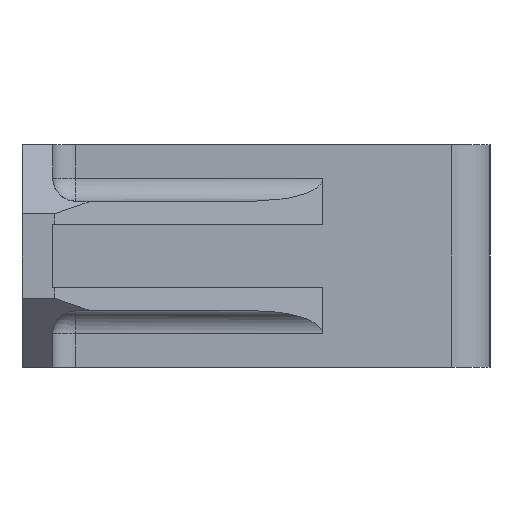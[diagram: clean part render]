
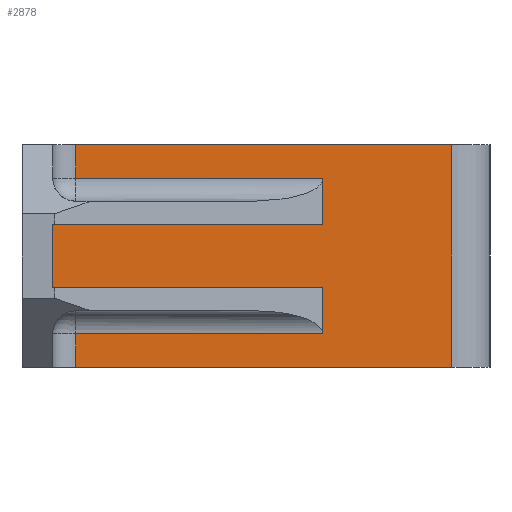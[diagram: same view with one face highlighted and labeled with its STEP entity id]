
A CAD part, left-side view. The second image highlights one B-rep face of the part: STEP entity #2878.
In plain terms, the highlighted planar face has unit normal (-1, 0, 0).
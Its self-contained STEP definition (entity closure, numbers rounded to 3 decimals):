
#34=PLANE('',#3073);
#131=LINE('',#4242,#449);
#134=LINE('',#4249,#452);
#140=LINE('',#4275,#458);
#143=LINE('',#4282,#461);
#161=LINE('',#4318,#479);
#166=LINE('',#4328,#484);
#167=LINE('',#4330,#485);
#168=LINE('',#4331,#486);
#169=LINE('',#4333,#487);
#170=LINE('',#4335,#488);
#171=LINE('',#4337,#489);
#172=LINE('',#4338,#490);
#449=VECTOR('',#3374,10.);
#452=VECTOR('',#3381,10.);
#458=VECTOR('',#3409,10.);
#461=VECTOR('',#3416,10.);
#479=VECTOR('',#3444,10.);
#484=VECTOR('',#3451,10.);
#485=VECTOR('',#3452,10.);
#486=VECTOR('',#3453,10.);
#487=VECTOR('',#3454,10.);
#488=VECTOR('',#3455,10.);
#489=VECTOR('',#3456,10.);
#490=VECTOR('',#3457,10.);
#843=FACE_OUTER_BOUND('',#1000,.T.);
#1000=EDGE_LOOP('',(#2076,#2077,#2078,#2079,#2080,#2081,#2082,#2083,#2084,
#2085,#2086,#2087));
#1272=VERTEX_POINT('',#4235);
#1274=VERTEX_POINT('',#4240);
#1275=VERTEX_POINT('',#4245);
#1280=VERTEX_POINT('',#4260);
#1285=VERTEX_POINT('',#4273);
#1286=VERTEX_POINT('',#4278);
#1300=VERTEX_POINT('',#4317);
#1304=VERTEX_POINT('',#4327);
#1305=VERTEX_POINT('',#4329);
#1306=VERTEX_POINT('',#4332);
#1307=VERTEX_POINT('',#4334);
#1308=VERTEX_POINT('',#4336);
#1566=EDGE_CURVE('',#1274,#1272,#131,.T.);
#1570=EDGE_CURVE('',#1272,#1275,#134,.T.);
#1582=EDGE_CURVE('',#1285,#1280,#140,.T.);
#1586=EDGE_CURVE('',#1280,#1286,#143,.T.);
#1604=EDGE_CURVE('',#1275,#1300,#161,.T.);
#1609=EDGE_CURVE('',#1304,#1274,#166,.T.);
#1610=EDGE_CURVE('',#1305,#1304,#167,.T.);
#1611=EDGE_CURVE('',#1305,#1286,#168,.T.);
#1612=EDGE_CURVE('',#1306,#1285,#169,.T.);
#1613=EDGE_CURVE('',#1306,#1307,#170,.T.);
#1614=EDGE_CURVE('',#1307,#1308,#171,.T.);
#1615=EDGE_CURVE('',#1308,#1300,#172,.T.);
#2076=ORIENTED_EDGE('',*,*,#1566,.F.);
#2077=ORIENTED_EDGE('',*,*,#1609,.F.);
#2078=ORIENTED_EDGE('',*,*,#1610,.F.);
#2079=ORIENTED_EDGE('',*,*,#1611,.T.);
#2080=ORIENTED_EDGE('',*,*,#1586,.F.);
#2081=ORIENTED_EDGE('',*,*,#1582,.F.);
#2082=ORIENTED_EDGE('',*,*,#1612,.F.);
#2083=ORIENTED_EDGE('',*,*,#1613,.T.);
#2084=ORIENTED_EDGE('',*,*,#1614,.T.);
#2085=ORIENTED_EDGE('',*,*,#1615,.T.);
#2086=ORIENTED_EDGE('',*,*,#1604,.F.);
#2087=ORIENTED_EDGE('',*,*,#1570,.F.);
#2878=ADVANCED_FACE('',(#843),#34,.T.);
#3073=AXIS2_PLACEMENT_3D('',#4326,#3449,#3450);
#3374=DIRECTION('',(0.,0.,1.));
#3381=DIRECTION('',(0.,-1.,0.));
#3409=DIRECTION('',(0.,1.,0.));
#3416=DIRECTION('',(0.,0.,1.));
#3444=DIRECTION('',(0.,0.,1.));
#3449=DIRECTION('center_axis',(-1.,0.,0.));
#3450=DIRECTION('ref_axis',(0.,1.,0.));
#3451=DIRECTION('',(0.,1.,0.));
#3452=DIRECTION('',(0.,0.,-1.));
#3453=DIRECTION('',(0.,1.,0.));
#3454=DIRECTION('',(0.,0.,1.));
#3455=DIRECTION('',(0.,1.,0.));
#3456=DIRECTION('',(0.,0.,-1.));
#3457=DIRECTION('',(0.,-1.,0.));
#4235=CARTESIAN_POINT('',(-4.,50.,2.35));
#4240=CARTESIAN_POINT('',(-4.,50.,-2.));
#4242=CARTESIAN_POINT('',(-4.,50.,6.25));
#4245=CARTESIAN_POINT('',(-4.,17.8,2.35));
#4249=CARTESIAN_POINT('',(-4.,24.5,2.35));
#4260=CARTESIAN_POINT('',(-4.,50.,22.65));
#4273=CARTESIAN_POINT('',(-4.,17.8,22.65));
#4275=CARTESIAN_POINT('',(-4.,24.5,22.65));
#4278=CARTESIAN_POINT('',(-4.,50.,27.));
#4282=CARTESIAN_POINT('',(-4.,50.,6.25));
#4317=CARTESIAN_POINT('',(-4.,17.8,8.35));
#4318=CARTESIAN_POINT('',(-4.,17.8,3.425));
#4326=CARTESIAN_POINT('Origin',(-4.,-4.,0.));
#4327=CARTESIAN_POINT('',(-4.,1.,-2.));
#4328=CARTESIAN_POINT('',(-4.,25.5,-2.));
#4329=CARTESIAN_POINT('',(-4.,1.,27.));
#4330=CARTESIAN_POINT('',(-4.,1.,0.));
#4331=CARTESIAN_POINT('',(-4.,55.,27.));
#4332=CARTESIAN_POINT('',(-4.,17.8,16.65));
#4333=CARTESIAN_POINT('',(-4.,17.8,9.075));
#4334=CARTESIAN_POINT('',(-4.,53.,16.65));
#4335=CARTESIAN_POINT('',(-4.,24.5,16.65));
#4336=CARTESIAN_POINT('',(-4.,53.,8.35));
#4337=CARTESIAN_POINT('',(-4.,53.,6.25));
#4338=CARTESIAN_POINT('',(-4.,24.5,8.35));
